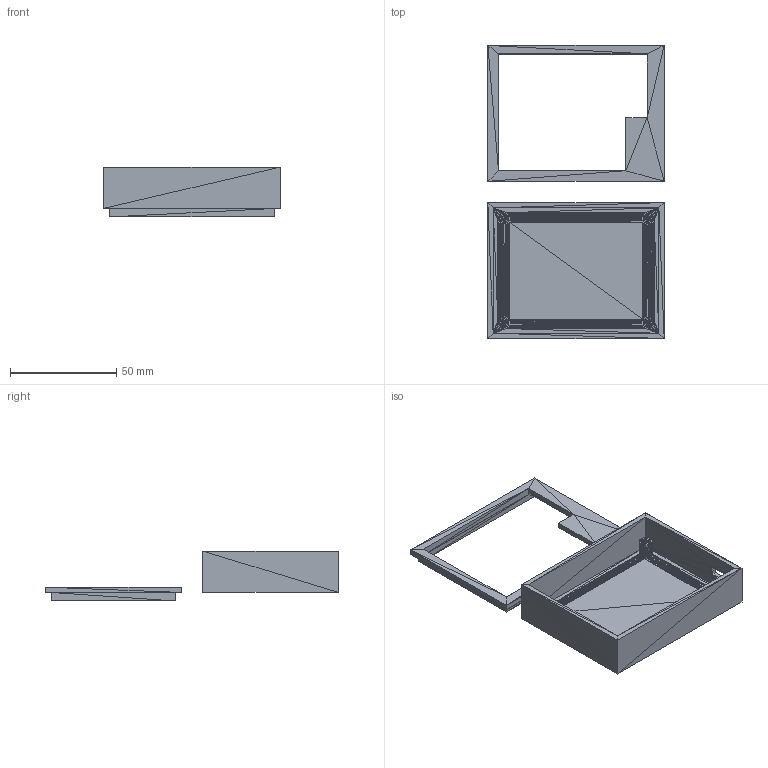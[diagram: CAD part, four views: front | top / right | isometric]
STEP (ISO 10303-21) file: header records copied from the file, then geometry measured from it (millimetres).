
FILE_DESCRIPTION((''),'2;1');
FILE_NAME('FriskPad CASE', '2026-01-05T23:40:57', (''), (''), 'ImageToStl.com STEP Converter','', '');
FILE_SCHEMA(('AUTOMOTIVE_DESIGN_CC2'));
Length unit declared in the file: metre
Products named in the file (1): product0
Bounding box: 83 x 138 x 23.5 mm (x, y, z)
Surface area: 28792.2 mm2 (no closed solid volume)
Topology: 0 solids, 1152 shells, 1152 faces, 3456 edges, 576 vertices
Faces by surface type: plane 1152
Entity records: 26524 total; most frequent: DIRECTION 5762, ORIENTED_EDGE 3456, EDGE_CURVE 3456, LINE 3456, VECTOR 3456, AXIS2_PLACEMENT_3D 1153, FACE_SURFACE 1152, PLANE 1152
